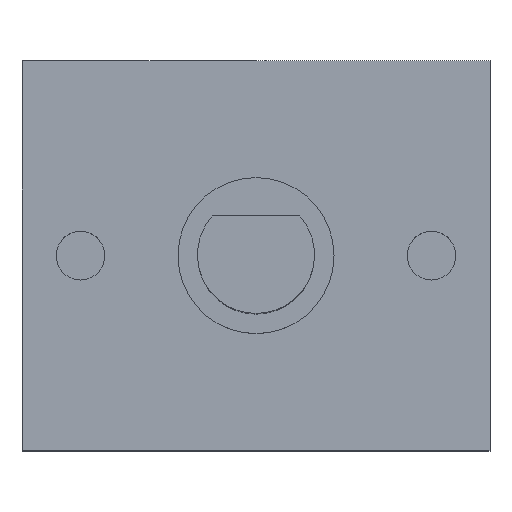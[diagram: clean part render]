
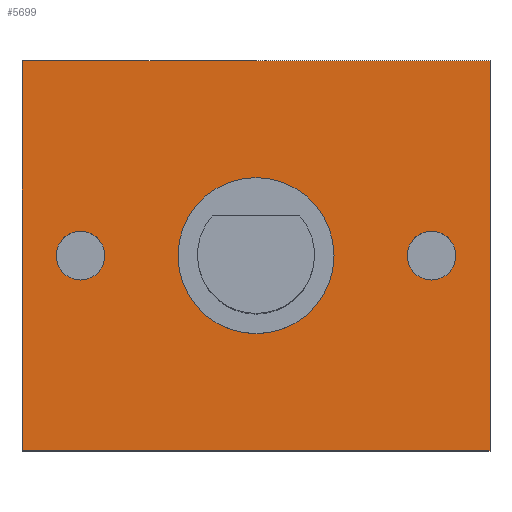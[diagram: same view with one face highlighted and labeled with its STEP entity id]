
A CAD part, top view. The second image highlights one B-rep face of the part: STEP entity #5699.
In plain terms, the highlighted planar face has unit normal (0, 0, 1).
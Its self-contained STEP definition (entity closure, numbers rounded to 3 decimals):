
#537 = EDGE_CURVE ( 'NONE', #4091, #25885, #12499, .T. ) ;
#560 = VERTEX_POINT ( 'NONE', #4836 ) ;
#1251 = ORIENTED_EDGE ( 'NONE', *, *, #18865, .F. ) ;
#1792 = CIRCLE ( 'NONE', #18911, 0.625 ) ;
#1841 = CARTESIAN_POINT ( 'NONE',  ( -6., 5., 0. ) ) ;
#1937 = DIRECTION ( 'NONE',  ( 0., 1., 0. ) ) ;
#2003 = ORIENTED_EDGE ( 'NONE', *, *, #11543, .F. ) ;
#2123 = PLANE ( 'NONE',  #13972 ) ;
#2166 = ORIENTED_EDGE ( 'NONE', *, *, #20256, .F. ) ;
#2182 = CARTESIAN_POINT ( 'NONE',  ( 2., 0., 0. ) ) ;
#2279 = ORIENTED_EDGE ( 'NONE', *, *, #8826, .F. ) ;
#2321 = DIRECTION ( 'NONE',  ( 1., 0., 0. ) ) ;
#2725 = EDGE_LOOP ( 'NONE', ( #15478, #1251 ) ) ;
#2904 = CARTESIAN_POINT ( 'NONE',  ( 0., 0., 0. ) ) ;
#3088 = CARTESIAN_POINT ( 'NONE',  ( -3.875, 0., 0. ) ) ;
#4091 = VERTEX_POINT ( 'NONE', #11840 ) ;
#4173 = FACE_BOUND ( 'NONE', #17518, .T. ) ;
#4493 = CARTESIAN_POINT ( 'NONE',  ( 6., 5., 0. ) ) ;
#4836 = CARTESIAN_POINT ( 'NONE',  ( 6., -5., 0. ) ) ;
#4888 = DIRECTION ( 'NONE',  ( 1., 0., 0. ) ) ;
#5007 = CARTESIAN_POINT ( 'NONE',  ( 6., -5., 0. ) ) ;
#5100 = VECTOR ( 'NONE', #29127, 1000. ) ;
#5115 = AXIS2_PLACEMENT_3D ( 'NONE', #24382, #24281, #7434 ) ;
#5699 = ADVANCED_FACE ( 'NONE', ( #9441, #4173, #28388, #28019 ), #2123, .T. ) ;
#6756 = CARTESIAN_POINT ( 'NONE',  ( -6., -5., 0. ) ) ;
#6932 = DIRECTION ( 'NONE',  ( 0., 0., 1. ) ) ;
#7131 = DIRECTION ( 'NONE',  ( 0., 0., 1. ) ) ;
#7206 = DIRECTION ( 'NONE',  ( 1., 0., 0. ) ) ;
#7307 = CARTESIAN_POINT ( 'NONE',  ( -6., 5., 0. ) ) ;
#7434 = DIRECTION ( 'NONE',  ( 1., 0., 0. ) ) ;
#7947 = DIRECTION ( 'NONE',  ( 1., 0., 0. ) ) ;
#8471 = LINE ( 'NONE', #7307, #5100 ) ;
#8826 = EDGE_CURVE ( 'NONE', #17857, #15276, #8471, .T. ) ;
#9441 = FACE_BOUND ( 'NONE', #2725, .T. ) ;
#9481 = CARTESIAN_POINT ( 'NONE',  ( 0., 0., 0. ) ) ;
#9604 = ORIENTED_EDGE ( 'NONE', *, *, #24133, .T. ) ;
#9789 = EDGE_LOOP ( 'NONE', ( #31241, #9604, #2279, #22416 ) ) ;
#10512 = LINE ( 'NONE', #12780, #26430 ) ;
#11543 = EDGE_CURVE ( 'NONE', #29589, #23844, #27652, .T. ) ;
#11840 = CARTESIAN_POINT ( 'NONE',  ( -5.125, 0., 0. ) ) ;
#11908 = LINE ( 'NONE', #6756, #27833 ) ;
#12499 = CIRCLE ( 'NONE', #5115, 0.625 ) ;
#12722 = DIRECTION ( 'NONE',  ( 0., 0., 1. ) ) ;
#12780 = CARTESIAN_POINT ( 'NONE',  ( -6., -5., 0. ) ) ;
#13972 = AXIS2_PLACEMENT_3D ( 'NONE', #9481, #6932, #2321 ) ;
#14340 = ORIENTED_EDGE ( 'NONE', *, *, #24533, .F. ) ;
#14888 = VERTEX_POINT ( 'NONE', #29082 ) ;
#15276 = VERTEX_POINT ( 'NONE', #4493 ) ;
#15342 = CARTESIAN_POINT ( 'NONE',  ( -4.5, 0., 0. ) ) ;
#15478 = ORIENTED_EDGE ( 'NONE', *, *, #29269, .F. ) ;
#16701 = CARTESIAN_POINT ( 'NONE',  ( 0., 0., 0. ) ) ;
#17070 = CARTESIAN_POINT ( 'NONE',  ( 4.5, 0., 0. ) ) ;
#17099 = CARTESIAN_POINT ( 'NONE',  ( 5.125, 0., 0. ) ) ;
#17518 = EDGE_LOOP ( 'NONE', ( #2166, #21171 ) ) ;
#17857 = VERTEX_POINT ( 'NONE', #1841 ) ;
#18865 = EDGE_CURVE ( 'NONE', #14888, #26242, #28682, .T. ) ;
#18911 = AXIS2_PLACEMENT_3D ( 'NONE', #15342, #24976, #25078 ) ;
#19141 = DIRECTION ( 'NONE',  ( 0., 0., 1. ) ) ;
#19504 = DIRECTION ( 'NONE',  ( 1., 0., 0. ) ) ;
#20256 = EDGE_CURVE ( 'NONE', #25885, #4091, #1792, .T. ) ;
#21171 = ORIENTED_EDGE ( 'NONE', *, *, #537, .F. ) ;
#22416 = ORIENTED_EDGE ( 'NONE', *, *, #25356, .F. ) ;
#23059 = LINE ( 'NONE', #5007, #27621 ) ;
#23844 = VERTEX_POINT ( 'NONE', #30835 ) ;
#23956 = EDGE_LOOP ( 'NONE', ( #14340, #2003 ) ) ;
#24133 = EDGE_CURVE ( 'NONE', #560, #15276, #23059, .T. ) ;
#24184 = CIRCLE ( 'NONE', #24562, 2. ) ;
#24281 = DIRECTION ( 'NONE',  ( 0., 0., 1. ) ) ;
#24382 = CARTESIAN_POINT ( 'NONE',  ( -4.5, 0., 0. ) ) ;
#24533 = EDGE_CURVE ( 'NONE', #23844, #29589, #24184, .T. ) ;
#24562 = AXIS2_PLACEMENT_3D ( 'NONE', #16701, #19141, #4888 ) ;
#24633 = EDGE_CURVE ( 'NONE', #25594, #560, #10512, .T. ) ;
#24976 = DIRECTION ( 'NONE',  ( 0., 0., 1. ) ) ;
#24986 = AXIS2_PLACEMENT_3D ( 'NONE', #25096, #12722, #7947 ) ;
#25078 = DIRECTION ( 'NONE',  ( 1., 0., 0. ) ) ;
#25096 = CARTESIAN_POINT ( 'NONE',  ( 4.5, 0., 0. ) ) ;
#25356 = EDGE_CURVE ( 'NONE', #25594, #17857, #11908, .T. ) ;
#25594 = VERTEX_POINT ( 'NONE', #29317 ) ;
#25885 = VERTEX_POINT ( 'NONE', #3088 ) ;
#26242 = VERTEX_POINT ( 'NONE', #17099 ) ;
#26430 = VECTOR ( 'NONE', #27389, 1000. ) ;
#27389 = DIRECTION ( 'NONE',  ( 1., 0., 0. ) ) ;
#27539 = CIRCLE ( 'NONE', #30670, 0.625 ) ;
#27621 = VECTOR ( 'NONE', #29316, 1000. ) ;
#27652 = CIRCLE ( 'NONE', #30883, 2. ) ;
#27833 = VECTOR ( 'NONE', #1937, 1000. ) ;
#28019 = FACE_OUTER_BOUND ( 'NONE', #9789, .T. ) ;
#28388 = FACE_BOUND ( 'NONE', #23956, .T. ) ;
#28682 = CIRCLE ( 'NONE', #24986, 0.625 ) ;
#29082 = CARTESIAN_POINT ( 'NONE',  ( 3.875, 0., 0. ) ) ;
#29127 = DIRECTION ( 'NONE',  ( 1., 0., 0. ) ) ;
#29269 = EDGE_CURVE ( 'NONE', #26242, #14888, #27539, .T. ) ;
#29316 = DIRECTION ( 'NONE',  ( 0., 1., 0. ) ) ;
#29317 = CARTESIAN_POINT ( 'NONE',  ( -6., -5., 0. ) ) ;
#29333 = DIRECTION ( 'NONE',  ( 0., 0., 1. ) ) ;
#29589 = VERTEX_POINT ( 'NONE', #2182 ) ;
#30670 = AXIS2_PLACEMENT_3D ( 'NONE', #17070, #7131, #19504 ) ;
#30835 = CARTESIAN_POINT ( 'NONE',  ( -2., 0., 0. ) ) ;
#30883 = AXIS2_PLACEMENT_3D ( 'NONE', #2904, #29333, #7206 ) ;
#31241 = ORIENTED_EDGE ( 'NONE', *, *, #24633, .T. ) ;
